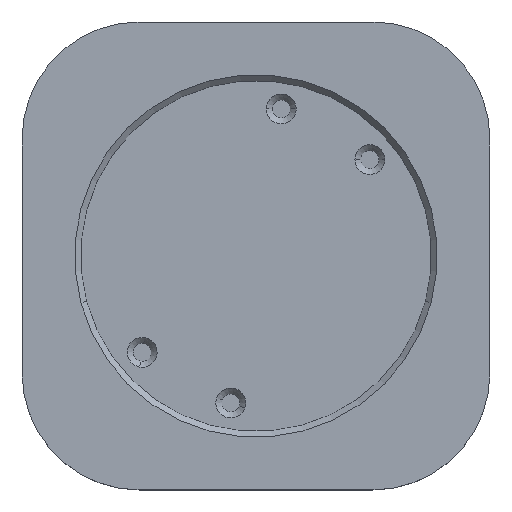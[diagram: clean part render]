
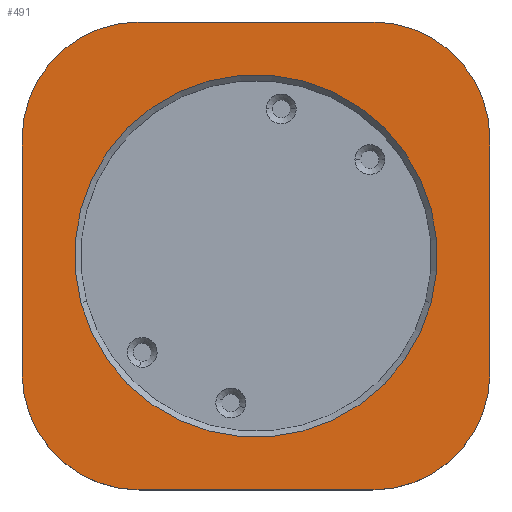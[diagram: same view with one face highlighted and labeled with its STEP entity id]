
A CAD part, top view. The second image highlights one B-rep face of the part: STEP entity #491.
In plain terms, the highlighted planar face has unit normal (0, 0, 1).
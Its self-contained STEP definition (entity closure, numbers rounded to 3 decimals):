
#56=CARTESIAN_POINT('Axis2P3D Location',(20.,20.,10.)) ;
#60=CARTESIAN_POINT('Vertex',(20.,40.,10.)) ;
#62=CARTESIAN_POINT('Vertex',(40.,20.,10.)) ;
#102=CARTESIAN_POINT('Vertex',(40.,-20.,10.)) ;
#110=CARTESIAN_POINT('Line Origine',(40.,0.,10.)) ;
#127=CARTESIAN_POINT('Axis2P3D Location',(20.,-20.,10.)) ;
#131=CARTESIAN_POINT('Vertex',(20.,-40.,10.)) ;
#164=CARTESIAN_POINT('Vertex',(-20.,-40.,10.)) ;
#172=CARTESIAN_POINT('Line Origine',(0.,-40.,10.)) ;
#189=CARTESIAN_POINT('Axis2P3D Location',(-20.,-20.,10.)) ;
#193=CARTESIAN_POINT('Vertex',(-40.,-20.,10.)) ;
#226=CARTESIAN_POINT('Vertex',(-20.,40.,10.)) ;
#229=CARTESIAN_POINT('Line Origine',(0.,40.,10.)) ;
#257=CARTESIAN_POINT('Vertex',(-40.,20.,10.)) ;
#265=CARTESIAN_POINT('Line Origine',(-40.,0.,10.)) ;
#303=CARTESIAN_POINT('Axis2P3D Location',(-20.,20.,10.)) ;
#458=CARTESIAN_POINT('Axis2P3D Location',(0.,0.,10.)) ;
#473=CARTESIAN_POINT('Axis2P3D Location',(0.,0.,10.)) ;
#477=CARTESIAN_POINT('Vertex',(29.948,-8.008,10.)) ;
#479=CARTESIAN_POINT('Vertex',(-29.948,-8.008,10.)) ;
#482=CARTESIAN_POINT('Axis2P3D Location',(0.,0.,10.)) ;
#57=DIRECTION('Axis2P3D Direction',(0.,-0.,1.)) ;
#111=DIRECTION('Vector Direction',(0.,-1.,0.)) ;
#128=DIRECTION('Axis2P3D Direction',(0.,0.,1.)) ;
#173=DIRECTION('Vector Direction',(-1.,0.,0.)) ;
#190=DIRECTION('Axis2P3D Direction',(0.,0.,1.)) ;
#230=DIRECTION('Vector Direction',(1.,0.,0.)) ;
#266=DIRECTION('Vector Direction',(0.,1.,0.)) ;
#304=DIRECTION('Axis2P3D Direction',(0.,0.,1.)) ;
#459=DIRECTION('Axis2P3D Direction',(0.,0.,1.)) ;
#460=DIRECTION('Axis2P3D XDirection',(1.,0.,0.)) ;
#474=DIRECTION('Axis2P3D Direction',(0.,0.,1.)) ;
#483=DIRECTION('Axis2P3D Direction',(0.,0.,1.)) ;
#58=AXIS2_PLACEMENT_3D('Circle Axis2P3D',#56,#57,$) ;
#129=AXIS2_PLACEMENT_3D('Circle Axis2P3D',#127,#128,$) ;
#191=AXIS2_PLACEMENT_3D('Circle Axis2P3D',#189,#190,$) ;
#305=AXIS2_PLACEMENT_3D('Circle Axis2P3D',#303,#304,$) ;
#461=AXIS2_PLACEMENT_3D('Plane Axis2P3D',#458,#459,#460) ;
#475=AXIS2_PLACEMENT_3D('Circle Axis2P3D',#473,#474,$) ;
#484=AXIS2_PLACEMENT_3D('Circle Axis2P3D',#482,#483,$) ;
#464=ORIENTED_EDGE('',*,*,#269,.T.) ;
#465=ORIENTED_EDGE('',*,*,#195,.F.) ;
#466=ORIENTED_EDGE('',*,*,#176,.T.) ;
#467=ORIENTED_EDGE('',*,*,#133,.F.) ;
#468=ORIENTED_EDGE('',*,*,#114,.T.) ;
#469=ORIENTED_EDGE('',*,*,#64,.F.) ;
#470=ORIENTED_EDGE('',*,*,#233,.T.) ;
#471=ORIENTED_EDGE('',*,*,#307,.F.) ;
#488=ORIENTED_EDGE('',*,*,#481,.F.) ;
#489=ORIENTED_EDGE('',*,*,#486,.F.) ;
#490=FACE_BOUND('',#487,.T.) ;
#112=VECTOR('Line Direction',#111,1.) ;
#174=VECTOR('Line Direction',#173,1.) ;
#231=VECTOR('Line Direction',#230,1.) ;
#267=VECTOR('Line Direction',#266,1.) ;
#491=ADVANCED_FACE('PartBody',(#472,#490),#462,.T.) ;
#59=CIRCLE('generated circle',#58,20.) ;
#130=CIRCLE('generated circle',#129,20.) ;
#192=CIRCLE('generated circle',#191,20.) ;
#306=CIRCLE('generated circle',#305,20.) ;
#476=CIRCLE('generated circle',#475,31.) ;
#485=CIRCLE('generated circle',#484,31.) ;
#64=EDGE_CURVE('',#61,#63,#59,.F.) ;
#114=EDGE_CURVE('',#103,#63,#113,.F.) ;
#133=EDGE_CURVE('',#103,#132,#130,.F.) ;
#176=EDGE_CURVE('',#165,#132,#175,.F.) ;
#195=EDGE_CURVE('',#165,#194,#192,.F.) ;
#233=EDGE_CURVE('',#61,#227,#232,.F.) ;
#269=EDGE_CURVE('',#258,#194,#268,.F.) ;
#307=EDGE_CURVE('',#258,#227,#306,.F.) ;
#481=EDGE_CURVE('',#478,#480,#476,.T.) ;
#486=EDGE_CURVE('',#480,#478,#485,.T.) ;
#463=EDGE_LOOP('',(#464,#465,#466,#467,#468,#469,#470,#471)) ;
#487=EDGE_LOOP('',(#488,#489)) ;
#472=FACE_OUTER_BOUND('',#463,.T.) ;
#113=LINE('Line',#110,#112) ;
#175=LINE('Line',#172,#174) ;
#232=LINE('Line',#229,#231) ;
#268=LINE('Line',#265,#267) ;
#462=PLANE('',#461) ;
#61=VERTEX_POINT('',#60) ;
#63=VERTEX_POINT('',#62) ;
#103=VERTEX_POINT('',#102) ;
#132=VERTEX_POINT('',#131) ;
#165=VERTEX_POINT('',#164) ;
#194=VERTEX_POINT('',#193) ;
#227=VERTEX_POINT('',#226) ;
#258=VERTEX_POINT('',#257) ;
#478=VERTEX_POINT('',#477) ;
#480=VERTEX_POINT('',#479) ;
